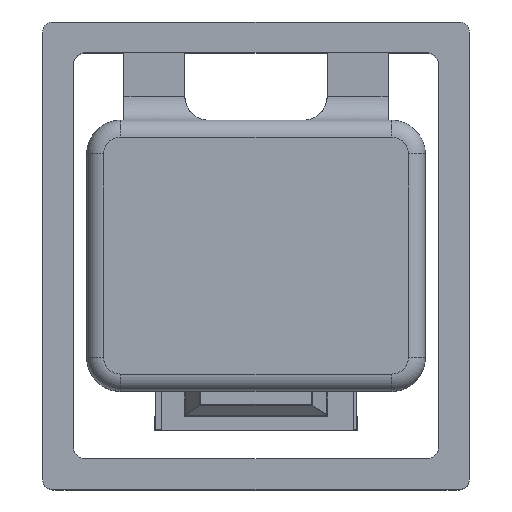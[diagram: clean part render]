
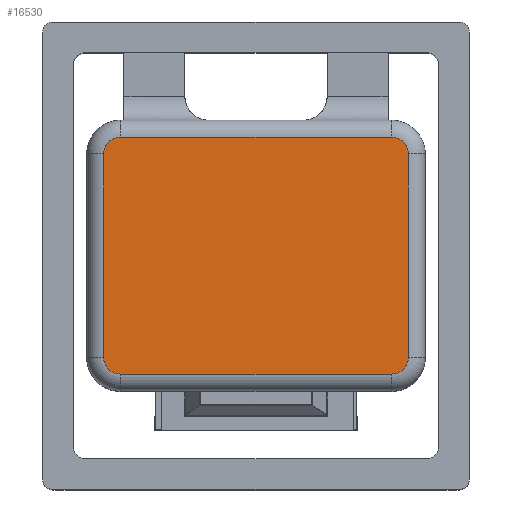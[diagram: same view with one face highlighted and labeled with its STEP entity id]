
A CAD part, top view. The second image highlights one B-rep face of the part: STEP entity #16530.
In plain terms, the highlighted planar face has unit normal (0, 0, 1).
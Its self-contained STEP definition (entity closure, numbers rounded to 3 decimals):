
#13448 = CYLINDRICAL_SURFACE('',#13449,0.5);
#13449 = AXIS2_PLACEMENT_3D('',#13450,#13451,#13452);
#13450 = CARTESIAN_POINT('',(-4.,2.4,11.5));
#13451 = DIRECTION('',(1.,0.,0.));
#13452 = DIRECTION('',(0.,1.,0.));
#13846 = TOROIDAL_SURFACE('',#13847,0.5,0.5);
#13847 = AXIS2_PLACEMENT_3D('',#13848,#13849,#13850);
#13848 = CARTESIAN_POINT('',(-4.,1.9,11.5));
#13849 = DIRECTION('',(0.,0.,1.));
#13850 = DIRECTION('',(-1.,0.,0.));
#13901 = TOROIDAL_SURFACE('',#13902,0.5,0.5);
#13902 = AXIS2_PLACEMENT_3D('',#13903,#13904,#13905);
#13903 = CARTESIAN_POINT('',(4.,1.9,11.5));
#13904 = DIRECTION('',(0.,0.,1.));
#13905 = DIRECTION('',(0.,1.,0.));
#13960 = CYLINDRICAL_SURFACE('',#13961,0.5);
#13961 = AXIS2_PLACEMENT_3D('',#13962,#13963,#13964);
#13962 = CARTESIAN_POINT('',(-4.5,-4.1,11.5));
#13963 = DIRECTION('',(0.,1.,0.));
#13964 = DIRECTION('',(-1.,0.,0.));
#14016 = CYLINDRICAL_SURFACE('',#14017,0.5);
#14017 = AXIS2_PLACEMENT_3D('',#14018,#14019,#14020);
#14018 = CARTESIAN_POINT('',(4.5,1.9,11.5));
#14019 = DIRECTION('',(0.,-1.,0.));
#14020 = DIRECTION('',(1.,0.,0.));
#15166 = VERTEX_POINT('',#15167);
#15167 = CARTESIAN_POINT('',(-4.,2.4,12.));
#15189 = EDGE_CURVE('',#15166,#15190,#15192,.T.);
#15190 = VERTEX_POINT('',#15191);
#15191 = CARTESIAN_POINT('',(4.,2.4,12.));
#15192 = SURFACE_CURVE('',#15193,(#15197,#15204),.PCURVE_S1.);
#15193 = LINE('',#15194,#15195);
#15194 = CARTESIAN_POINT('',(-4.,2.4,12.));
#15195 = VECTOR('',#15196,1.);
#15196 = DIRECTION('',(1.,0.,0.));
#15197 = PCURVE('',#13448,#15198);
#15198 = DEFINITIONAL_REPRESENTATION('',(#15199),#15203);
#15199 = LINE('',#15200,#15201);
#15200 = CARTESIAN_POINT('',(1.571,0.));
#15201 = VECTOR('',#15202,1.);
#15202 = DIRECTION('',(0.,1.));
#15203 = ( GEOMETRIC_REPRESENTATION_CONTEXT(2) 
PARAMETRIC_REPRESENTATION_CONTEXT() REPRESENTATION_CONTEXT('2D SPACE',''
  ) );
#15204 = PCURVE('',#15205,#15210);
#15205 = PLANE('',#15206);
#15206 = AXIS2_PLACEMENT_3D('',#15207,#15208,#15209);
#15207 = CARTESIAN_POINT('',(0.,-1.1,12.));
#15208 = DIRECTION('',(-0.,-0.,-1.));
#15209 = DIRECTION('',(-1.,0.,0.));
#15210 = DEFINITIONAL_REPRESENTATION('',(#15211),#15215);
#15211 = LINE('',#15212,#15213);
#15212 = CARTESIAN_POINT('',(4.,3.5));
#15213 = VECTOR('',#15214,1.);
#15214 = DIRECTION('',(-1.,0.));
#15215 = ( GEOMETRIC_REPRESENTATION_CONTEXT(2) 
PARAMETRIC_REPRESENTATION_CONTEXT() REPRESENTATION_CONTEXT('2D SPACE',''
  ) );
#15396 = VERTEX_POINT('',#15397);
#15397 = CARTESIAN_POINT('',(-4.5,1.9,12.));
#15421 = EDGE_CURVE('',#15396,#15166,#15422,.T.);
#15422 = SURFACE_CURVE('',#15423,(#15428,#15435),.PCURVE_S1.);
#15423 = CIRCLE('',#15424,0.5);
#15424 = AXIS2_PLACEMENT_3D('',#15425,#15426,#15427);
#15425 = CARTESIAN_POINT('',(-4.,1.9,12.));
#15426 = DIRECTION('',(0.,0.,-1.));
#15427 = DIRECTION('',(-1.,0.,0.));
#15428 = PCURVE('',#13846,#15429);
#15429 = DEFINITIONAL_REPRESENTATION('',(#15430),#15434);
#15430 = LINE('',#15431,#15432);
#15431 = CARTESIAN_POINT('',(-0.,1.571));
#15432 = VECTOR('',#15433,1.);
#15433 = DIRECTION('',(-1.,0.));
#15434 = ( GEOMETRIC_REPRESENTATION_CONTEXT(2) 
PARAMETRIC_REPRESENTATION_CONTEXT() REPRESENTATION_CONTEXT('2D SPACE',''
  ) );
#15435 = PCURVE('',#15205,#15436);
#15436 = DEFINITIONAL_REPRESENTATION('',(#15437),#15441);
#15437 = CIRCLE('',#15438,0.5);
#15438 = AXIS2_PLACEMENT_2D('',#15439,#15440);
#15439 = CARTESIAN_POINT('',(4.,3.));
#15440 = DIRECTION('',(1.,0.));
#15441 = ( GEOMETRIC_REPRESENTATION_CONTEXT(2) 
PARAMETRIC_REPRESENTATION_CONTEXT() REPRESENTATION_CONTEXT('2D SPACE',''
  ) );
#15449 = VERTEX_POINT('',#15450);
#15450 = CARTESIAN_POINT('',(4.5,1.9,12.));
#15472 = EDGE_CURVE('',#15190,#15449,#15473,.T.);
#15473 = SURFACE_CURVE('',#15474,(#15479,#15486),.PCURVE_S1.);
#15474 = CIRCLE('',#15475,0.5);
#15475 = AXIS2_PLACEMENT_3D('',#15476,#15477,#15478);
#15476 = CARTESIAN_POINT('',(4.,1.9,12.));
#15477 = DIRECTION('',(0.,0.,-1.));
#15478 = DIRECTION('',(0.,1.,0.));
#15479 = PCURVE('',#13901,#15480);
#15480 = DEFINITIONAL_REPRESENTATION('',(#15481),#15485);
#15481 = LINE('',#15482,#15483);
#15482 = CARTESIAN_POINT('',(-0.,1.571));
#15483 = VECTOR('',#15484,1.);
#15484 = DIRECTION('',(-1.,0.));
#15485 = ( GEOMETRIC_REPRESENTATION_CONTEXT(2) 
PARAMETRIC_REPRESENTATION_CONTEXT() REPRESENTATION_CONTEXT('2D SPACE',''
  ) );
#15486 = PCURVE('',#15205,#15487);
#15487 = DEFINITIONAL_REPRESENTATION('',(#15488),#15492);
#15488 = CIRCLE('',#15489,0.5);
#15489 = AXIS2_PLACEMENT_2D('',#15490,#15491);
#15490 = CARTESIAN_POINT('',(-4.,3.));
#15491 = DIRECTION('',(0.,1.));
#15492 = ( GEOMETRIC_REPRESENTATION_CONTEXT(2) 
PARAMETRIC_REPRESENTATION_CONTEXT() REPRESENTATION_CONTEXT('2D SPACE',''
  ) );
#15598 = TOROIDAL_SURFACE('',#15599,0.5,0.5);
#15599 = AXIS2_PLACEMENT_3D('',#15600,#15601,#15602);
#15600 = CARTESIAN_POINT('',(-4.,-4.1,11.5));
#15601 = DIRECTION('',(0.,0.,1.));
#15602 = DIRECTION('',(0.,-1.,0.));
#15614 = VERTEX_POINT('',#15615);
#15615 = CARTESIAN_POINT('',(-4.5,-4.1,12.));
#15637 = EDGE_CURVE('',#15614,#15396,#15638,.T.);
#15638 = SURFACE_CURVE('',#15639,(#15643,#15650),.PCURVE_S1.);
#15639 = LINE('',#15640,#15641);
#15640 = CARTESIAN_POINT('',(-4.5,-4.1,12.));
#15641 = VECTOR('',#15642,1.);
#15642 = DIRECTION('',(0.,1.,0.));
#15643 = PCURVE('',#13960,#15644);
#15644 = DEFINITIONAL_REPRESENTATION('',(#15645),#15649);
#15645 = LINE('',#15646,#15647);
#15646 = CARTESIAN_POINT('',(1.571,0.));
#15647 = VECTOR('',#15648,1.);
#15648 = DIRECTION('',(0.,1.));
#15649 = ( GEOMETRIC_REPRESENTATION_CONTEXT(2) 
PARAMETRIC_REPRESENTATION_CONTEXT() REPRESENTATION_CONTEXT('2D SPACE',''
  ) );
#15650 = PCURVE('',#15205,#15651);
#15651 = DEFINITIONAL_REPRESENTATION('',(#15652),#15656);
#15652 = LINE('',#15653,#15654);
#15653 = CARTESIAN_POINT('',(4.5,-3.));
#15654 = VECTOR('',#15655,1.);
#15655 = DIRECTION('',(0.,1.));
#15656 = ( GEOMETRIC_REPRESENTATION_CONTEXT(2) 
PARAMETRIC_REPRESENTATION_CONTEXT() REPRESENTATION_CONTEXT('2D SPACE',''
  ) );
#15664 = EDGE_CURVE('',#15449,#15665,#15667,.T.);
#15665 = VERTEX_POINT('',#15666);
#15666 = CARTESIAN_POINT('',(4.5,-4.1,12.));
#15667 = SURFACE_CURVE('',#15668,(#15672,#15679),.PCURVE_S1.);
#15668 = LINE('',#15669,#15670);
#15669 = CARTESIAN_POINT('',(4.5,1.9,12.));
#15670 = VECTOR('',#15671,1.);
#15671 = DIRECTION('',(0.,-1.,0.));
#15672 = PCURVE('',#14016,#15673);
#15673 = DEFINITIONAL_REPRESENTATION('',(#15674),#15678);
#15674 = LINE('',#15675,#15676);
#15675 = CARTESIAN_POINT('',(1.571,0.));
#15676 = VECTOR('',#15677,1.);
#15677 = DIRECTION('',(0.,1.));
#15678 = ( GEOMETRIC_REPRESENTATION_CONTEXT(2) 
PARAMETRIC_REPRESENTATION_CONTEXT() REPRESENTATION_CONTEXT('2D SPACE',''
  ) );
#15679 = PCURVE('',#15205,#15680);
#15680 = DEFINITIONAL_REPRESENTATION('',(#15681),#15685);
#15681 = LINE('',#15682,#15683);
#15682 = CARTESIAN_POINT('',(-4.5,3.));
#15683 = VECTOR('',#15684,1.);
#15684 = DIRECTION('',(0.,-1.));
#15685 = ( GEOMETRIC_REPRESENTATION_CONTEXT(2) 
PARAMETRIC_REPRESENTATION_CONTEXT() REPRESENTATION_CONTEXT('2D SPACE',''
  ) );
#15702 = TOROIDAL_SURFACE('',#15703,0.5,0.5);
#15703 = AXIS2_PLACEMENT_3D('',#15704,#15705,#15706);
#15704 = CARTESIAN_POINT('',(4.,-4.1,11.5));
#15705 = DIRECTION('',(0.,0.,1.));
#15706 = DIRECTION('',(1.,0.,0.));
#16530 = ADVANCED_FACE('',(#16531),#15205,.F.);
#16531 = FACE_BOUND('',#16532,.F.);
#16532 = EDGE_LOOP('',(#16533,#16534,#16535,#16536,#16537,#16538,#16562,
    #16590));
#16533 = ORIENTED_EDGE('',*,*,#15637,.T.);
#16534 = ORIENTED_EDGE('',*,*,#15421,.T.);
#16535 = ORIENTED_EDGE('',*,*,#15189,.T.);
#16536 = ORIENTED_EDGE('',*,*,#15472,.T.);
#16537 = ORIENTED_EDGE('',*,*,#15664,.T.);
#16538 = ORIENTED_EDGE('',*,*,#16539,.T.);
#16539 = EDGE_CURVE('',#15665,#16540,#16542,.T.);
#16540 = VERTEX_POINT('',#16541);
#16541 = CARTESIAN_POINT('',(4.,-4.6,12.));
#16542 = SURFACE_CURVE('',#16543,(#16548,#16555),.PCURVE_S1.);
#16543 = CIRCLE('',#16544,0.5);
#16544 = AXIS2_PLACEMENT_3D('',#16545,#16546,#16547);
#16545 = CARTESIAN_POINT('',(4.,-4.1,12.));
#16546 = DIRECTION('',(0.,0.,-1.));
#16547 = DIRECTION('',(1.,0.,0.));
#16548 = PCURVE('',#15205,#16549);
#16549 = DEFINITIONAL_REPRESENTATION('',(#16550),#16554);
#16550 = CIRCLE('',#16551,0.5);
#16551 = AXIS2_PLACEMENT_2D('',#16552,#16553);
#16552 = CARTESIAN_POINT('',(-4.,-3.));
#16553 = DIRECTION('',(-1.,0.));
#16554 = ( GEOMETRIC_REPRESENTATION_CONTEXT(2) 
PARAMETRIC_REPRESENTATION_CONTEXT() REPRESENTATION_CONTEXT('2D SPACE',''
  ) );
#16555 = PCURVE('',#15702,#16556);
#16556 = DEFINITIONAL_REPRESENTATION('',(#16557),#16561);
#16557 = LINE('',#16558,#16559);
#16558 = CARTESIAN_POINT('',(-0.,1.571));
#16559 = VECTOR('',#16560,1.);
#16560 = DIRECTION('',(-1.,0.));
#16561 = ( GEOMETRIC_REPRESENTATION_CONTEXT(2) 
PARAMETRIC_REPRESENTATION_CONTEXT() REPRESENTATION_CONTEXT('2D SPACE',''
  ) );
#16562 = ORIENTED_EDGE('',*,*,#16563,.T.);
#16563 = EDGE_CURVE('',#16540,#16564,#16566,.T.);
#16564 = VERTEX_POINT('',#16565);
#16565 = CARTESIAN_POINT('',(-4.,-4.6,12.));
#16566 = SURFACE_CURVE('',#16567,(#16571,#16578),.PCURVE_S1.);
#16567 = LINE('',#16568,#16569);
#16568 = CARTESIAN_POINT('',(4.,-4.6,12.));
#16569 = VECTOR('',#16570,1.);
#16570 = DIRECTION('',(-1.,0.,0.));
#16571 = PCURVE('',#15205,#16572);
#16572 = DEFINITIONAL_REPRESENTATION('',(#16573),#16577);
#16573 = LINE('',#16574,#16575);
#16574 = CARTESIAN_POINT('',(-4.,-3.5));
#16575 = VECTOR('',#16576,1.);
#16576 = DIRECTION('',(1.,0.));
#16577 = ( GEOMETRIC_REPRESENTATION_CONTEXT(2) 
PARAMETRIC_REPRESENTATION_CONTEXT() REPRESENTATION_CONTEXT('2D SPACE',''
  ) );
#16578 = PCURVE('',#16579,#16584);
#16579 = CYLINDRICAL_SURFACE('',#16580,0.5);
#16580 = AXIS2_PLACEMENT_3D('',#16581,#16582,#16583);
#16581 = CARTESIAN_POINT('',(4.,-4.6,11.5));
#16582 = DIRECTION('',(-1.,0.,0.));
#16583 = DIRECTION('',(0.,-1.,0.));
#16584 = DEFINITIONAL_REPRESENTATION('',(#16585),#16589);
#16585 = LINE('',#16586,#16587);
#16586 = CARTESIAN_POINT('',(1.571,0.));
#16587 = VECTOR('',#16588,1.);
#16588 = DIRECTION('',(0.,1.));
#16589 = ( GEOMETRIC_REPRESENTATION_CONTEXT(2) 
PARAMETRIC_REPRESENTATION_CONTEXT() REPRESENTATION_CONTEXT('2D SPACE',''
  ) );
#16590 = ORIENTED_EDGE('',*,*,#16591,.T.);
#16591 = EDGE_CURVE('',#16564,#15614,#16592,.T.);
#16592 = SURFACE_CURVE('',#16593,(#16598,#16605),.PCURVE_S1.);
#16593 = CIRCLE('',#16594,0.5);
#16594 = AXIS2_PLACEMENT_3D('',#16595,#16596,#16597);
#16595 = CARTESIAN_POINT('',(-4.,-4.1,12.));
#16596 = DIRECTION('',(0.,0.,-1.));
#16597 = DIRECTION('',(0.,-1.,0.));
#16598 = PCURVE('',#15205,#16599);
#16599 = DEFINITIONAL_REPRESENTATION('',(#16600),#16604);
#16600 = CIRCLE('',#16601,0.5);
#16601 = AXIS2_PLACEMENT_2D('',#16602,#16603);
#16602 = CARTESIAN_POINT('',(4.,-3.));
#16603 = DIRECTION('',(0.,-1.));
#16604 = ( GEOMETRIC_REPRESENTATION_CONTEXT(2) 
PARAMETRIC_REPRESENTATION_CONTEXT() REPRESENTATION_CONTEXT('2D SPACE',''
  ) );
#16605 = PCURVE('',#15598,#16606);
#16606 = DEFINITIONAL_REPRESENTATION('',(#16607),#16611);
#16607 = LINE('',#16608,#16609);
#16608 = CARTESIAN_POINT('',(-0.,1.571));
#16609 = VECTOR('',#16610,1.);
#16610 = DIRECTION('',(-1.,0.));
#16611 = ( GEOMETRIC_REPRESENTATION_CONTEXT(2) 
PARAMETRIC_REPRESENTATION_CONTEXT() REPRESENTATION_CONTEXT('2D SPACE',''
  ) );
